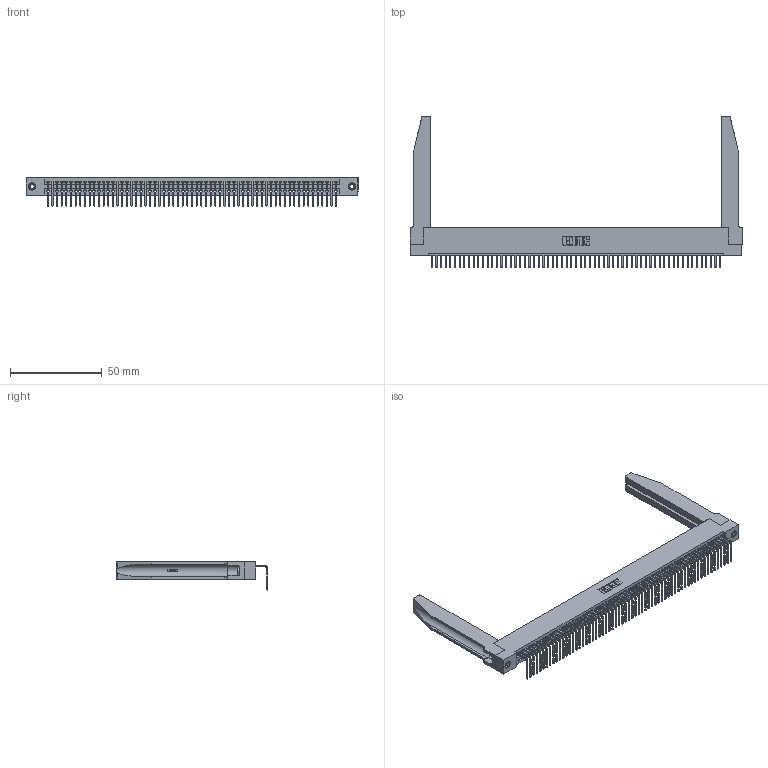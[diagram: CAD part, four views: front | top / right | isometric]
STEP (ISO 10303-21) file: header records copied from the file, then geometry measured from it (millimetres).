
FILE_DESCRIPTION (( 'STEP AP203' ), '1' );
FILE_NAME ('345-063-558-178.STEP', '2019-10-10T21:34:08', ( '' ), ( '' ), 'SwSTEP 2.0', 'SolidWorks 2016', '' );
FILE_SCHEMA (( 'CONFIG_CONTROL_DESIGN' ));
Length unit declared in the file: inch
Products named in the file (5): 345 Part_Flush Mounting Lugs - 0.156 Dia-TH; 345-292-001_558 Tail - 2; 345-250-001_345-250-001-102; 345-220-078_345-220-078; 345-063-558-178
Assembly tree (68 placements, depth 2):
  345-063-558-178
    345 Part_Flush Mounting Lugs - 0.156 Dia-TH
    345-292-001_558 Tail - 2  x63
    345-250-001_345-250-001-102  x2
    345-220-078_345-220-078  x2
Bounding box: 181.25 x 82.79 x 15.37 mm (x, y, z)
Volume: 25368.1 mm3; surface area: 31750.1 mm2
Topology: 68 solids, 68 shells, 4140 faces, 12415 edges, 8182 vertices
Faces by surface type: plane 2868, cylinder 1220, bspline 36, cone 12, torus 4
Entity records: 49412 total; most frequent: CARTESIAN_POINT 9456, ORIENTED_EDGE 8350, DIRECTION 7235, EDGE_CURVE 4175, VECTOR 3697, LINE 3697, VERTEX_POINT 2776, AXIS2_PLACEMENT_3D 1769
